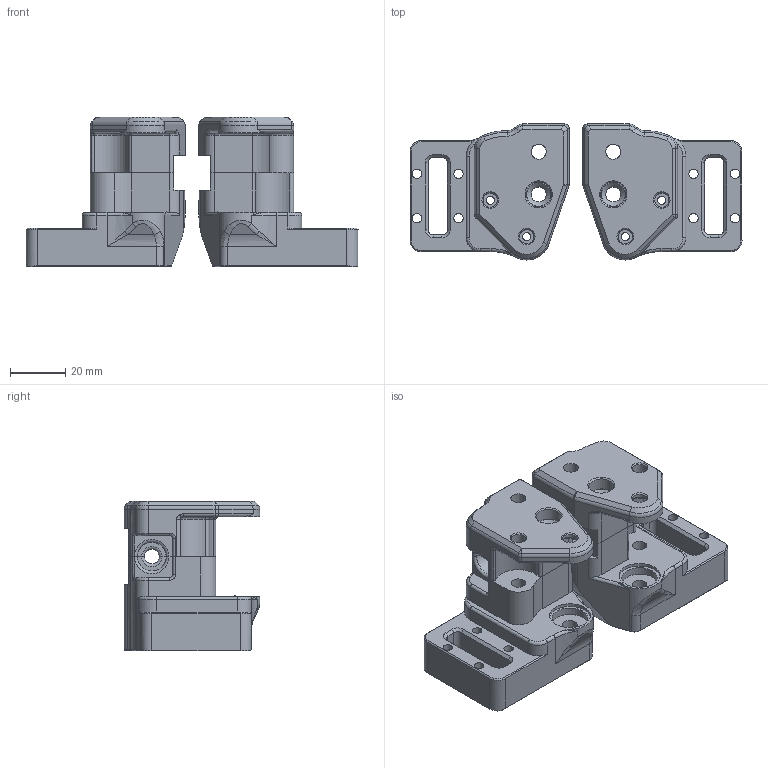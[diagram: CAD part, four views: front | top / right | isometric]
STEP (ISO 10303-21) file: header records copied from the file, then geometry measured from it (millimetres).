
FILE_DESCRIPTION(/* description */ ('STEP AP242','CAx-IF Rec.Pracs.---Representation and Presentation of Product Manufacturing Information (PMI)---4.0---2014-10-13','CAx-IF Rec.Pracs.---3D Tessellated Geometry---0.4---2014-09-14','2;1'),/* implementation_level */ '2;1');
FILE_NAME(/* name */ '644d2c7b6d94d5610c3c42a6',/* time_stamp */ '2023-04-29T14:40:59Z',/* author */ (''),/* organization */ (''),/* preprocessor_version */ 'ST-DEVELOPER v19.4',/* originating_system */ ' ',/* authorisation */ ' ');
FILE_SCHEMA (('AP242_MANAGED_MODEL_BASED_3D_ENGINEERING_MIM_LF { 1 0 10303 442 1 1 4 }'));
Length unit declared in the file: metre
Products named in the file (4): XY Joint - Right Upper 9mm; XY Joint - Left Upper 9mm; XY Joint - Right Lower 9mm; XY Joint - Left Lower 9mm
Bounding box: 119.8 x 49.02 x 54.01 mm (x, y, z)
Volume: 112712.3 mm3; surface area: 37478.5 mm2
Topology: 4 solids, 8 shells, 623 faces, 1564 edges, 955 vertices
Faces by surface type: plane 256, cylinder 195, cone 98, torus 51, bspline 21, sphere 2
Full cylindrical faces by diameter (mm): 3 x4, 3.4 x8, 5.2 x8, 5.4 x8, 8.5 x2, 9 x2, 12.85 x2, 13.15 x2, 14.85 x2, 15.15 x2
Entity records: 19063 total; most frequent: CARTESIAN_POINT 4293, DIRECTION 3140, ORIENTED_EDGE 2948, EDGE_CURVE 1474, AXIS2_PLACEMENT_3D 1190, VERTEX_POINT 939, LINE 760, VECTOR 760
